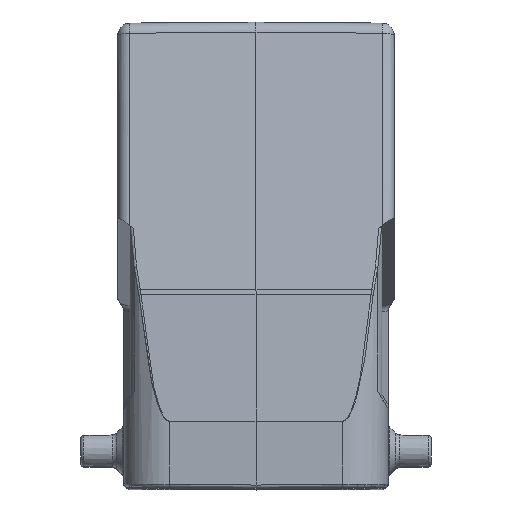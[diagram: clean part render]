
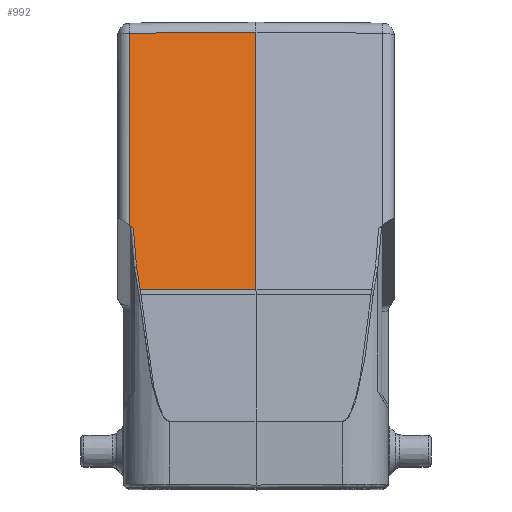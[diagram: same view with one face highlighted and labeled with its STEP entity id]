
A CAD part, top view. The second image highlights one B-rep face of the part: STEP entity #992.
In plain terms, the highlighted planar face has unit normal (-0.009, 0.174, 0.985).
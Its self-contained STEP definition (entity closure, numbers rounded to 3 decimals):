
#449=FACE_OUTER_BOUND('',#2241,.T.);
#992=ADVANCED_FACE('',(#449),#1530,.T.);
#1530=PLANE('',#9430);
#1760=B_SPLINE_CURVE_WITH_KNOTS('',3,(#13136,#13137,#13138,#13139,#13140,
#13141),.UNSPECIFIED.,.F.,.F.,(4,1,1,4),(0.,0.333,0.667,
1.),.UNSPECIFIED.);
#1761=B_SPLINE_CURVE_WITH_KNOTS('',3,(#13149,#13150,#13151,#13152,#13153,
#13154,#13155,#13156,#13157),.UNSPECIFIED.,.F.,.F.,(4,1,2,2,4),(0.,0.25,
0.375,0.5,1.),.UNSPECIFIED.);
#2241=EDGE_LOOP('',(#4513,#4514,#4515,#4516,#4517,#4518,#4519));
#2902=LINE('',#13104,#3570);
#2906=LINE('',#13134,#3574);
#2907=LINE('',#13144,#3575);
#2908=LINE('',#13146,#3576);
#2909=LINE('',#13148,#3577);
#3570=VECTOR('',#10497,1.);
#3574=VECTOR('',#10505,1.);
#3575=VECTOR('',#10508,1.);
#3576=VECTOR('',#10509,1.);
#3577=VECTOR('',#10510,1.);
#4513=ORIENTED_EDGE('',*,*,#7911,.T.);
#4514=ORIENTED_EDGE('',*,*,#7912,.F.);
#4515=ORIENTED_EDGE('',*,*,#7913,.F.);
#4516=ORIENTED_EDGE('',*,*,#7914,.T.);
#4517=ORIENTED_EDGE('',*,*,#7902,.F.);
#4518=ORIENTED_EDGE('',*,*,#7910,.T.);
#4519=ORIENTED_EDGE('',*,*,#7915,.T.);
#6995=VERTEX_POINT('',#13105);
#6996=VERTEX_POINT('',#13106);
#7001=VERTEX_POINT('',#13133);
#7002=VERTEX_POINT('',#13142);
#7003=VERTEX_POINT('',#13143);
#7004=VERTEX_POINT('',#13145);
#7005=VERTEX_POINT('',#13147);
#7902=EDGE_CURVE('',#6995,#6996,#2902,.T.);
#7910=EDGE_CURVE('',#6995,#7001,#2906,.T.);
#7911=EDGE_CURVE('',#7002,#7003,#1760,.T.);
#7912=EDGE_CURVE('',#7004,#7003,#2907,.T.);
#7913=EDGE_CURVE('',#7005,#7004,#2908,.T.);
#7914=EDGE_CURVE('',#7005,#6996,#2909,.T.);
#7915=EDGE_CURVE('',#7001,#7002,#1761,.T.);
#9430=AXIS2_PLACEMENT_3D('',#13158,#10511,#10512);
#10497=DIRECTION('',(0.,0.985,-0.174));
#10505=DIRECTION('',(0.762,-0.637,0.119));
#10508=DIRECTION('',(-1.,-0.001,-0.009));
#10509=DIRECTION('',(0.,-0.985,0.174));
#10510=DIRECTION('',(-1.,-0.009,-0.007));
#10511=DIRECTION('',(-0.009,0.174,0.985));
#10512=DIRECTION('',(0.,-0.985,0.174));
#13104=CARTESIAN_POINT('',(-20.517,-11.704,56.062));
#13105=CARTESIAN_POINT('',(-20.517,-11.704,56.062));
#13106=CARTESIAN_POINT('',(-20.517,19.584,50.546));
#13133=CARTESIAN_POINT('',(-19.963,-12.168,56.149));
#13134=CARTESIAN_POINT('',(-20.517,-11.704,56.062));
#13136=CARTESIAN_POINT('',(-19.449,-18.497,57.27));
#13137=CARTESIAN_POINT('',(-19.397,-18.86,57.334));
#13138=CARTESIAN_POINT('',(-19.285,-19.615,57.468));
#13139=CARTESIAN_POINT('',(-19.087,-20.842,57.686));
#13140=CARTESIAN_POINT('',(-18.932,-21.721,57.843));
#13141=CARTESIAN_POINT('',(-18.848,-22.176,57.924));
#13142=CARTESIAN_POINT('',(-19.449,-18.497,57.27));
#13143=CARTESIAN_POINT('',(-18.848,-22.176,57.924));
#13144=CARTESIAN_POINT('',(0.,-22.155,58.087));
#13145=CARTESIAN_POINT('',(0.,-22.155,58.087));
#13146=CARTESIAN_POINT('',(0.,19.763,50.696));
#13147=CARTESIAN_POINT('',(0.,19.763,50.696));
#13148=CARTESIAN_POINT('',(0.,19.763,50.696));
#13149=CARTESIAN_POINT('',(-19.963,-12.168,56.149));
#13150=CARTESIAN_POINT('',(-19.946,-12.699,56.243));
#13151=CARTESIAN_POINT('',(-19.913,-13.48,56.381));
#13152=CARTESIAN_POINT('',(-19.868,-14.239,56.515));
#13153=CARTESIAN_POINT('',(-19.835,-14.741,56.604));
#13154=CARTESIAN_POINT('',(-19.821,-14.939,56.639));
#13155=CARTESIAN_POINT('',(-19.708,-16.414,56.9));
#13156=CARTESIAN_POINT('',(-19.592,-17.502,57.093));
#13157=CARTESIAN_POINT('',(-19.449,-18.497,57.27));
#13158=CARTESIAN_POINT('',(0.,21.415,50.404));
